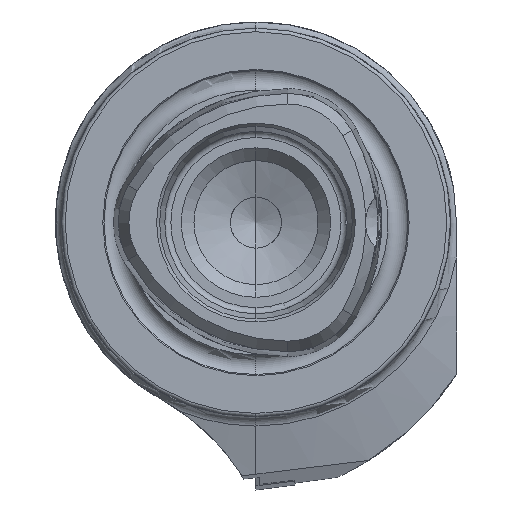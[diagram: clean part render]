
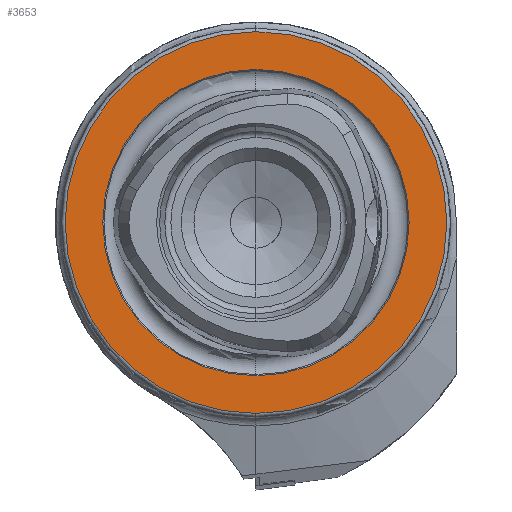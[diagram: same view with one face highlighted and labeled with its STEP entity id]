
A CAD part, left-side view. The second image highlights one B-rep face of the part: STEP entity #3653.
In plain terms, the highlighted planar face has unit normal (-1, 0, 0).
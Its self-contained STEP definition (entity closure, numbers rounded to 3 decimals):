
#93 = VERTEX_POINT ( 'NONE', #1241 ) ;
#195 = DIRECTION ( 'NONE',  ( -1., 0., 0. ) ) ;
#402 = ORIENTED_EDGE ( 'NONE', *, *, #3367, .T. ) ;
#1241 = CARTESIAN_POINT ( 'NONE',  ( 0., 0., -12.6 ) ) ;
#1560 = DIRECTION ( 'NONE',  ( -1., 0., 0. ) ) ;
#1582 = AXIS2_PLACEMENT_3D ( 'NONE', #5930, #3855, #7302 ) ;
#1733 = ORIENTED_EDGE ( 'NONE', *, *, #2075, .F. ) ;
#2075 = EDGE_CURVE ( 'NONE', #6585, #93, #6081, .T. ) ;
#2089 = DIRECTION ( 'NONE',  ( -1., 0., 0. ) ) ;
#2397 = FACE_OUTER_BOUND ( 'NONE', #5634, .T. ) ;
#2912 = VERTEX_POINT ( 'NONE', #8014 ) ;
#2916 = AXIS2_PLACEMENT_3D ( 'NONE', #3632, #1560, #3593 ) ;
#3228 = FACE_BOUND ( 'NONE', #6258, .T. ) ;
#3289 = AXIS2_PLACEMENT_3D ( 'NONE', #6152, #2089, #4509 ) ;
#3367 = EDGE_CURVE ( 'NONE', #7454, #2912, #7510, .T. ) ;
#3593 = DIRECTION ( 'NONE',  ( 0., 0., 1. ) ) ;
#3632 = CARTESIAN_POINT ( 'NONE',  ( 0., 0., 0. ) ) ;
#3653 = ADVANCED_FACE ( 'NONE', ( #3228, #2397 ), #7250, .F. ) ;
#3855 = DIRECTION ( 'NONE',  ( 1., 0., 0. ) ) ;
#4085 = CARTESIAN_POINT ( 'NONE',  ( 0., 0., 12.6 ) ) ;
#4256 = CARTESIAN_POINT ( 'NONE',  ( 0., 0., 0. ) ) ;
#4436 = AXIS2_PLACEMENT_3D ( 'NONE', #4256, #195, #7016 ) ;
#4509 = DIRECTION ( 'NONE',  ( 0., 0., 1. ) ) ;
#4653 = DIRECTION ( 'NONE',  ( 0., 0., 1. ) ) ;
#4654 = AXIS2_PLACEMENT_3D ( 'NONE', #5358, #7422, #4653 ) ;
#4893 = CIRCLE ( 'NONE', #4436, 12.6 ) ;
#5358 = CARTESIAN_POINT ( 'NONE',  ( 0., 0., 0. ) ) ;
#5382 = EDGE_CURVE ( 'NONE', #93, #6585, #4893, .T. ) ;
#5634 = EDGE_LOOP ( 'NONE', ( #8638, #402 ) ) ;
#5930 = CARTESIAN_POINT ( 'NONE',  ( 0., 12.6, 0. ) ) ;
#6081 = CIRCLE ( 'NONE', #3289, 12.6 ) ;
#6152 = CARTESIAN_POINT ( 'NONE',  ( 0., 0., 0. ) ) ;
#6258 = EDGE_LOOP ( 'NONE', ( #1733, #6492 ) ) ;
#6356 = CIRCLE ( 'NONE', #2916, 15.7 ) ;
#6492 = ORIENTED_EDGE ( 'NONE', *, *, #5382, .F. ) ;
#6585 = VERTEX_POINT ( 'NONE', #4085 ) ;
#6708 = EDGE_CURVE ( 'NONE', #2912, #7454, #6356, .T. ) ;
#7016 = DIRECTION ( 'NONE',  ( 0., 0., 1. ) ) ;
#7250 = PLANE ( 'NONE',  #1582 ) ;
#7302 = DIRECTION ( 'NONE',  ( 0., 0., -1. ) ) ;
#7422 = DIRECTION ( 'NONE',  ( -1., 0., 0. ) ) ;
#7454 = VERTEX_POINT ( 'NONE', #8034 ) ;
#7510 = CIRCLE ( 'NONE', #4654, 15.7 ) ;
#8014 = CARTESIAN_POINT ( 'NONE',  ( 0., 0., 15.7 ) ) ;
#8034 = CARTESIAN_POINT ( 'NONE',  ( 0., 0., -15.7 ) ) ;
#8638 = ORIENTED_EDGE ( 'NONE', *, *, #6708, .T. ) ;
